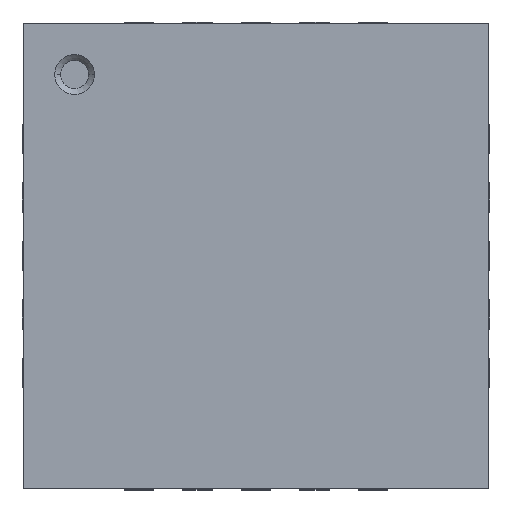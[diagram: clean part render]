
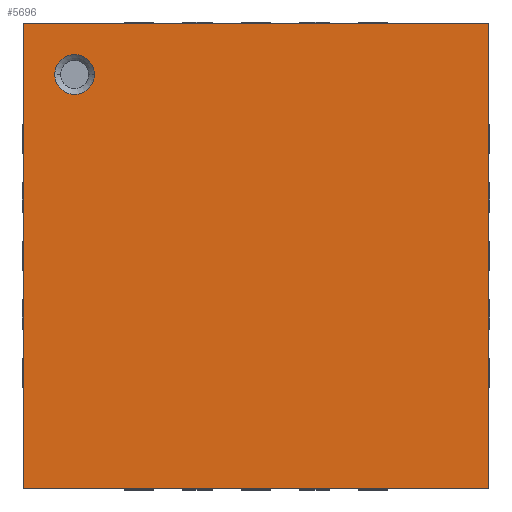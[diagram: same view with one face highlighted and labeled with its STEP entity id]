
A CAD part, top view. The second image highlights one B-rep face of the part: STEP entity #5696.
In plain terms, the highlighted planar face has unit normal (0, 0, 1).
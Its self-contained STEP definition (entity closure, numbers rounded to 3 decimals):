
#68 = CARTESIAN_POINT ( 'NONE',  ( -1.99, -1.99, 0.92 ) ) ;
#113 = PLANE ( 'NONE',  #3868 ) ;
#140 = CARTESIAN_POINT ( 'NONE',  ( -1.99, 1.99, 0.92 ) ) ;
#195 = VERTEX_POINT ( 'NONE', #3303 ) ;
#207 = FACE_BOUND ( 'NONE', #917, .T. ) ;
#270 = LINE ( 'NONE', #2187, #1930 ) ;
#281 = EDGE_CURVE ( 'NONE', #195, #1311, #2337, .T. ) ;
#325 = ORIENTED_EDGE ( 'NONE', *, *, #2709, .T. ) ;
#885 = EDGE_CURVE ( 'NONE', #6019, #4208, #5899, .T. ) ;
#887 = ORIENTED_EDGE ( 'NONE', *, *, #1061, .T. ) ;
#917 = EDGE_LOOP ( 'NONE', ( #5120, #2166 ) ) ;
#969 = ORIENTED_EDGE ( 'NONE', *, *, #2877, .T. ) ;
#1061 = EDGE_CURVE ( 'NONE', #4164, #6019, #6031, .T. ) ;
#1145 = DIRECTION ( 'NONE',  ( -1., 0., 0. ) ) ;
#1152 = CARTESIAN_POINT ( 'NONE',  ( -1.99, -1.99, 0.92 ) ) ;
#1311 = VERTEX_POINT ( 'NONE', #4437 ) ;
#1474 = DIRECTION ( 'NONE',  ( 1., 0., 0. ) ) ;
#1573 = VECTOR ( 'NONE', #1864, 1000. ) ;
#1660 = CARTESIAN_POINT ( 'NONE',  ( 1.99, -1.99, 0.92 ) ) ;
#1734 = CIRCLE ( 'NONE', #3329, 0.17 ) ;
#1792 = DIRECTION ( 'NONE',  ( 0., 0., 1. ) ) ;
#1846 = ORIENTED_EDGE ( 'NONE', *, *, #885, .T. ) ;
#1864 = DIRECTION ( 'NONE',  ( 0., 1., 0. ) ) ;
#1905 = EDGE_LOOP ( 'NONE', ( #325, #969, #887, #1846 ) ) ;
#1930 = VECTOR ( 'NONE', #4096, 1000. ) ;
#2026 = CARTESIAN_POINT ( 'NONE',  ( -1.55, 1.55, 0.92 ) ) ;
#2029 = DIRECTION ( 'NONE',  ( 0., 0., 1. ) ) ;
#2166 = ORIENTED_EDGE ( 'NONE', *, *, #281, .F. ) ;
#2187 = CARTESIAN_POINT ( 'NONE',  ( -1.99, -1.99, 0.92 ) ) ;
#2243 = AXIS2_PLACEMENT_3D ( 'NONE', #2026, #4786, #1474 ) ;
#2337 = CIRCLE ( 'NONE', #2243, 0.17 ) ;
#2709 = EDGE_CURVE ( 'NONE', #4208, #3765, #4380, .T. ) ;
#2877 = EDGE_CURVE ( 'NONE', #3765, #4164, #270, .T. ) ;
#3222 = VECTOR ( 'NONE', #4863, 1000. ) ;
#3303 = CARTESIAN_POINT ( 'NONE',  ( -1.72, 1.55, 0.92 ) ) ;
#3329 = AXIS2_PLACEMENT_3D ( 'NONE', #5527, #1792, #5086 ) ;
#3765 = VERTEX_POINT ( 'NONE', #68 ) ;
#3868 = AXIS2_PLACEMENT_3D ( 'NONE', #1152, #2029, #3945 ) ;
#3942 = CARTESIAN_POINT ( 'NONE',  ( -1.99, 1.99, 0.92 ) ) ;
#3945 = DIRECTION ( 'NONE',  ( 1., 0., 0. ) ) ;
#4096 = DIRECTION ( 'NONE',  ( 1., 0., 0. ) ) ;
#4164 = VERTEX_POINT ( 'NONE', #1660 ) ;
#4208 = VERTEX_POINT ( 'NONE', #4670 ) ;
#4380 = LINE ( 'NONE', #3942, #3222 ) ;
#4437 = CARTESIAN_POINT ( 'NONE',  ( -1.38, 1.55, 0.92 ) ) ;
#4497 = EDGE_CURVE ( 'NONE', #1311, #195, #1734, .T. ) ;
#4644 = VECTOR ( 'NONE', #1145, 1000. ) ;
#4670 = CARTESIAN_POINT ( 'NONE',  ( -1.99, 1.99, 0.92 ) ) ;
#4786 = DIRECTION ( 'NONE',  ( 0., 0., 1. ) ) ;
#4863 = DIRECTION ( 'NONE',  ( 0., -1., 0. ) ) ;
#4893 = FACE_OUTER_BOUND ( 'NONE', #1905, .T. ) ;
#5086 = DIRECTION ( 'NONE',  ( 1., 0., 0. ) ) ;
#5090 = CARTESIAN_POINT ( 'NONE',  ( 1.99, 1.99, 0.92 ) ) ;
#5120 = ORIENTED_EDGE ( 'NONE', *, *, #4497, .F. ) ;
#5527 = CARTESIAN_POINT ( 'NONE',  ( -1.55, 1.55, 0.92 ) ) ;
#5696 = ADVANCED_FACE ( 'NONE', ( #207, #4893 ), #113, .T. ) ;
#5899 = LINE ( 'NONE', #140, #4644 ) ;
#6019 = VERTEX_POINT ( 'NONE', #5090 ) ;
#6031 = LINE ( 'NONE', #6123, #1573 ) ;
#6123 = CARTESIAN_POINT ( 'NONE',  ( 1.99, 1.99, 0.92 ) ) ;
